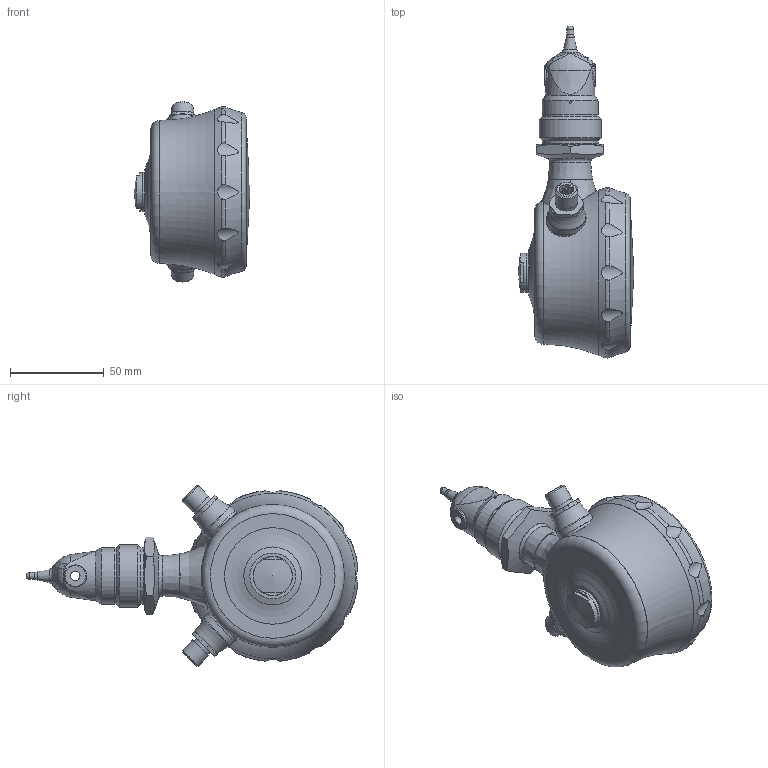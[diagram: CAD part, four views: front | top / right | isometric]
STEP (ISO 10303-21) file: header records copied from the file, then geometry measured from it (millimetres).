
FILE_DESCRIPTION(/* description */ ('Unknown'),/* implementation_level */ '2;1');
FILE_NAME(/* name */ 'AFI4-5730.####.#1##',/* time_stamp */ '2023-09-19T08:28:26+02:00',/* author */ ('Unknown'),/* organization */ ('Baumer'),/* preprocessor_version */ 'ST-DEVELOPER v16.7',/* originating_system */ 'Solid Edge',/* authorisation */ 'Unknown');
FILE_SCHEMA (('AUTOMOTIVE_DESIGN {1 0 10303 214 3 1 1}'));
Length unit declared in the file: millimetre
Products named in the file (1): Part6
Bounding box: 61.8 x 177.19 x 96.19 mm (x, y, z)
Volume: 112808.1 mm3; surface area: 75803.9 mm2
Topology: 1 solids, 13 shells, 642 faces, 1591 edges, 1004 vertices
Faces by surface type: plane 204, cylinder 194, cone 94, torus 84, bspline 60, sphere 6
Full cylindrical faces by diameter (mm): 1 x8, 1.2 x1, 1.64 x4, 2 x4, 3 x1, 3.459 x4, 5 x1, 7.709 x1, 8.87 x1, 9.5 x1, 10.5 x1, 11 x2, 11.741 x2, 12 x3, 13 x1, 13.8 x2, 14 x1, 14.5 x2, 15.85 x2, 15.9 x2, 16 x10, 17.7 x1, 18.9 x1, 19.7 x1, 20.8 x3, 21 x1, 23.5 x1, 23.6 x2, 23.8 x1, 24 x1
Entity records: 24570 total; most frequent: CARTESIAN_POINT 6782, DIRECTION 2648, ORIENTED_EDGE 2590, EDGE_CURVE 1295, AXIS2_PLACEMENT_3D 1172, FACE_BOUND 913, VERTEX_POINT 904, EDGE_LOOP 901
